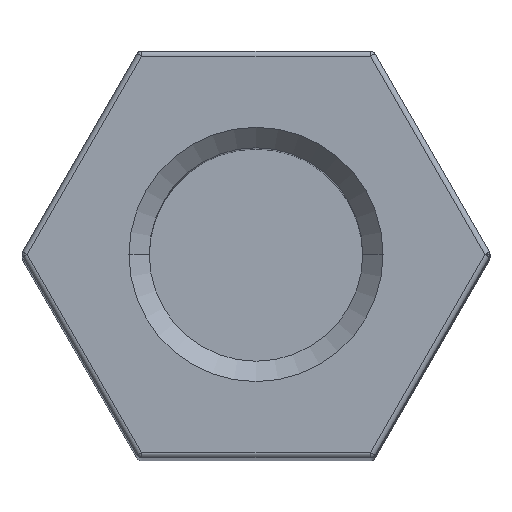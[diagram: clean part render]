
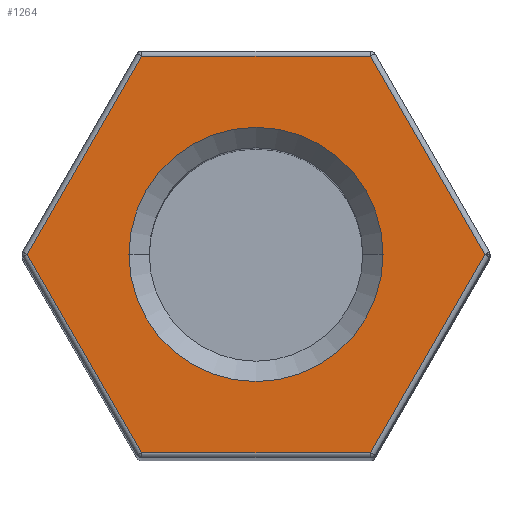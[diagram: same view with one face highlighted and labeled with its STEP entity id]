
A CAD part, top view. The second image highlights one B-rep face of the part: STEP entity #1264.
In plain terms, the highlighted planar face has unit normal (0, 0, 1).
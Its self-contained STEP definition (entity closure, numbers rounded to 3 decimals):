
#5 = ORIENTED_EDGE ( 'NONE', *, *, #572, .T. ) ;
#16 = VECTOR ( 'NONE', #1364, 1000. ) ;
#17 = ORIENTED_EDGE ( 'NONE', *, *, #289, .T. ) ;
#20 = ORIENTED_EDGE ( 'NONE', *, *, #324, .T. ) ;
#22 = EDGE_CURVE ( 'NONE', #1160, #692, #448, .T. ) ;
#28 = CARTESIAN_POINT ( 'NONE',  ( -2.252, 3.9, 35. ) ) ;
#45 = EDGE_CURVE ( 'NONE', #692, #1134, #1197, .T. ) ;
#54 = CARTESIAN_POINT ( 'NONE',  ( -4.503, 0., 35. ) ) ;
#61 = VECTOR ( 'NONE', #295, 1000. ) ;
#74 = ORIENTED_EDGE ( 'NONE', *, *, #541, .T. ) ;
#81 = FACE_BOUND ( 'NONE', #304, .T. ) ;
#89 = AXIS2_PLACEMENT_3D ( 'NONE', #980, #977, #968 ) ;
#93 = ORIENTED_EDGE ( 'NONE', *, *, #22, .T. ) ;
#95 = ORIENTED_EDGE ( 'NONE', *, *, #45, .T. ) ;
#97 = ORIENTED_EDGE ( 'NONE', *, *, #595, .T. ) ;
#134 = CIRCLE ( 'NONE', #1253, 2.5 ) ;
#137 = DIRECTION ( 'NONE',  ( 1., 0., 0. ) ) ;
#141 = DIRECTION ( 'NONE',  ( 0., 0., -1. ) ) ;
#145 = CARTESIAN_POINT ( 'NONE',  ( 0., 0., 35. ) ) ;
#163 = ORIENTED_EDGE ( 'NONE', *, *, #190, .T. ) ;
#179 = VECTOR ( 'NONE', #320, 1000. ) ;
#184 = DIRECTION ( 'NONE',  ( -1., 0., 0. ) ) ;
#190 = EDGE_CURVE ( 'NONE', #262, #302, #1036, .T. ) ;
#194 = VERTEX_POINT ( 'NONE', #985 ) ;
#196 = CARTESIAN_POINT ( 'NONE',  ( -2.309, 3.9, 35. ) ) ;
#262 = VERTEX_POINT ( 'NONE', #771 ) ;
#263 = CARTESIAN_POINT ( 'NONE',  ( 2.309, -3.9, 35. ) ) ;
#265 = CARTESIAN_POINT ( 'NONE',  ( 4.532, 0.05, 35. ) ) ;
#275 = EDGE_LOOP ( 'NONE', ( #5, #17, #20, #74, #93, #95 ) ) ;
#289 = EDGE_CURVE ( 'NONE', #650, #1290, #918, .T. ) ;
#295 = DIRECTION ( 'NONE',  ( 0.5, 0.866, 0. ) ) ;
#302 = VERTEX_POINT ( 'NONE', #679 ) ;
#304 = EDGE_LOOP ( 'NONE', ( #97, #163 ) ) ;
#320 = DIRECTION ( 'NONE',  ( 1., 0., 0. ) ) ;
#324 = EDGE_CURVE ( 'NONE', #1290, #194, #591, .T. ) ;
#340 = VECTOR ( 'NONE', #694, 1000. ) ;
#448 = LINE ( 'NONE', #265, #61 ) ;
#458 = FACE_OUTER_BOUND ( 'NONE', #275, .T. ) ;
#474 = DIRECTION ( 'NONE',  ( 1., 0., 0. ) ) ;
#499 = VECTOR ( 'NONE', #184, 1000. ) ;
#530 = LINE ( 'NONE', #196, #499 ) ;
#541 = EDGE_CURVE ( 'NONE', #194, #1160, #571, .T. ) ;
#571 = LINE ( 'NONE', #263, #179 ) ;
#572 = EDGE_CURVE ( 'NONE', #1134, #650, #530, .T. ) ;
#591 = LINE ( 'NONE', #640, #1301 ) ;
#595 = EDGE_CURVE ( 'NONE', #302, #262, #134, .T. ) ;
#634 = DIRECTION ( 'NONE',  ( 0.5, -0.866, 0. ) ) ;
#640 = CARTESIAN_POINT ( 'NONE',  ( -2.223, -3.95, 35. ) ) ;
#650 = VERTEX_POINT ( 'NONE', #28 ) ;
#679 = CARTESIAN_POINT ( 'NONE',  ( 2.5, 0., 35. ) ) ;
#692 = VERTEX_POINT ( 'NONE', #1328 ) ;
#694 = DIRECTION ( 'NONE',  ( -0.5, -0.866, 0. ) ) ;
#703 = CARTESIAN_POINT ( 'NONE',  ( -4.532, -0.05, 35. ) ) ;
#771 = CARTESIAN_POINT ( 'NONE',  ( -2.5, 0., 35. ) ) ;
#786 = CARTESIAN_POINT ( 'NONE',  ( 2.252, 3.9, 35. ) ) ;
#800 = CARTESIAN_POINT ( 'NONE',  ( 4.619, 0., 35. ) ) ;
#884 = PLANE ( 'NONE',  #948 ) ;
#918 = LINE ( 'NONE', #703, #340 ) ;
#948 = AXIS2_PLACEMENT_3D ( 'NONE', #800, #1072, #474 ) ;
#968 = DIRECTION ( 'NONE',  ( 1., 0., 0. ) ) ;
#977 = DIRECTION ( 'NONE',  ( 0., 0., -1. ) ) ;
#980 = CARTESIAN_POINT ( 'NONE',  ( 0., 0., 35. ) ) ;
#985 = CARTESIAN_POINT ( 'NONE',  ( -2.252, -3.9, 35. ) ) ;
#1036 = CIRCLE ( 'NONE', #89, 2.5 ) ;
#1072 = DIRECTION ( 'NONE',  ( 0., 0., 1. ) ) ;
#1134 = VERTEX_POINT ( 'NONE', #786 ) ;
#1160 = VERTEX_POINT ( 'NONE', #1310 ) ;
#1197 = LINE ( 'NONE', #1367, #16 ) ;
#1253 = AXIS2_PLACEMENT_3D ( 'NONE', #145, #141, #137 ) ;
#1264 = ADVANCED_FACE ( 'NONE', ( #458, #81 ), #884, .T. ) ;
#1290 = VERTEX_POINT ( 'NONE', #54 ) ;
#1301 = VECTOR ( 'NONE', #634, 1000. ) ;
#1310 = CARTESIAN_POINT ( 'NONE',  ( 2.252, -3.9, 35. ) ) ;
#1328 = CARTESIAN_POINT ( 'NONE',  ( 4.503, 0., 35. ) ) ;
#1364 = DIRECTION ( 'NONE',  ( -0.5, 0.866, 0. ) ) ;
#1367 = CARTESIAN_POINT ( 'NONE',  ( 2.223, 3.95, 35. ) ) ;
